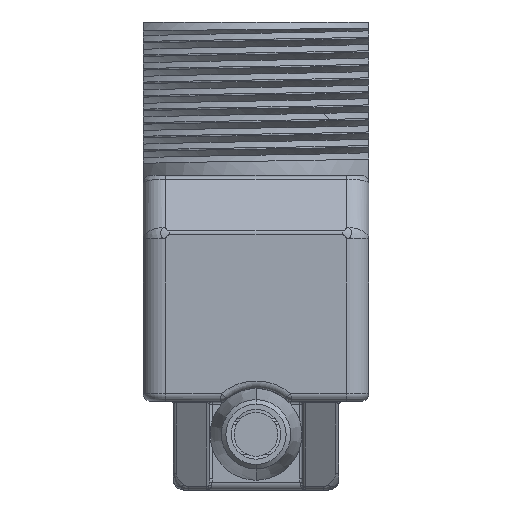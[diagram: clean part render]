
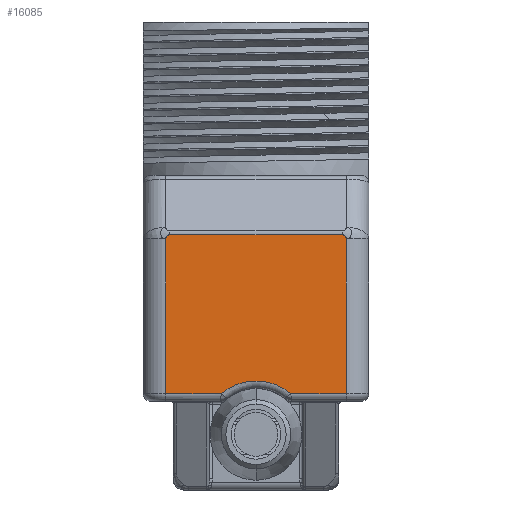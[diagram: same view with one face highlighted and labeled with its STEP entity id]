
A CAD part, front view. The second image highlights one B-rep face of the part: STEP entity #16085.
In plain terms, the highlighted planar face has unit normal (0, -1, 0).
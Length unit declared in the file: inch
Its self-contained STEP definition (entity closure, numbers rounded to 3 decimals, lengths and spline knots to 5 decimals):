
#151=DIRECTION('',(-1.,0.,0.));
#152=VECTOR('',#151,0.14548);
#153=CARTESIAN_POINT('',(0.23622,-0.67913,
-0.26772));
#154=LINE('',#153,#152);
#164=CARTESIAN_POINT('',(0.09074,-0.67913,
-0.26772));
#199=CARTESIAN_POINT('',(0.,-0.67913,-0.37402));
#200=DIRECTION('',(0.,1.,0.));
#201=DIRECTION('',(-0.649,0.,0.761));
#202=AXIS2_PLACEMENT_3D('',#199,#200,#201);
#217=CARTESIAN_POINT('',(-0.09074,-0.67913,
-0.26772));
#243=DIRECTION('',(-1.,0.,0.));
#244=VECTOR('',#243,0.14548);
#245=CARTESIAN_POINT('',(-0.09074,-0.67913,
-0.26772));
#246=LINE('',#245,#244);
#755=DIRECTION('',(0.,0.,-1.));
#756=VECTOR('',#755,0.40544);
#757=CARTESIAN_POINT('',(-0.23622,-0.67913,
0.13772));
#758=LINE('',#757,#756);
#768=CARTESIAN_POINT('',(-0.23622,-0.67913,
0.13772));
#769=CARTESIAN_POINT('',(-0.23608,-0.67913,
0.14281));
#770=CARTESIAN_POINT('',(-0.23076,-0.67913,
0.14827));
#771=CARTESIAN_POINT('',(-0.22567,-0.67913,
0.14827));
#773=CARTESIAN_POINT('',(0.23622,-0.67913,
0.13772));
#774=CARTESIAN_POINT('',(0.23608,-0.67913,
0.14281));
#775=CARTESIAN_POINT('',(0.23076,-0.67913,
0.14827));
#776=CARTESIAN_POINT('',(0.22567,-0.67913,
0.14827));
#782=DIRECTION('',(0.,0.,1.));
#783=VECTOR('',#782,0.40544);
#784=CARTESIAN_POINT('',(0.23622,-0.67913,
-0.26772));
#785=LINE('',#784,#783);
#5410=DIRECTION('',(-1.,0.,0.));
#5411=VECTOR('',#5410,0.45134);
#5412=CARTESIAN_POINT('',(0.22567,-0.67913,
0.14827));
#5413=LINE('',#5412,#5411);
#12887=VERTEX_POINT('',#773);
#12888=VERTEX_POINT('',#776);
#12894=CARTESIAN_POINT('',(-0.22567,-0.67913,
0.14827));
#12895=VERTEX_POINT('',#12894);
#12896=VERTEX_POINT('',#768);
#14774=CARTESIAN_POINT('',(0.23622,-0.67913,
-0.26772));
#14775=VERTEX_POINT('',#14774);
#14792=CARTESIAN_POINT('',(-0.23622,-0.67913,
-0.26772));
#14793=VERTEX_POINT('',#14792);
#14801=VERTEX_POINT('',#164);
#14803=VERTEX_POINT('',#217);
#16066=CARTESIAN_POINT('',(-0.29528,-0.67913,0.));
#16067=DIRECTION('',(0.,-1.,0.));
#16068=DIRECTION('',(1.,0.,0.));
#16069=AXIS2_PLACEMENT_3D('',#16066,#16067,#16068);
#16070=PLANE('',#16069);
#16072=ORIENTED_EDGE('',*,*,#16071,.F.);
#16073=ORIENTED_EDGE('',*,*,#15572,.T.);
#16074=ORIENTED_EDGE('',*,*,#15638,.F.);
#16075=ORIENTED_EDGE('',*,*,#15712,.T.);
#16076=ORIENTED_EDGE('',*,*,#16057,.F.);
#16078=ORIENTED_EDGE('',*,*,#16077,.T.);
#16080=ORIENTED_EDGE('',*,*,#16079,.F.);
#16082=ORIENTED_EDGE('',*,*,#16081,.F.);
#16083=EDGE_LOOP('',(#16072,#16073,#16074,#16075,#16076,#16078,#16080,#16082));
#16084=FACE_OUTER_BOUND('',#16083,.F.);
#16085=ADVANCED_FACE('',(#16084),#16070,.T.);
#203=CIRCLE('',#202,0.13976);
#772=B_SPLINE_CURVE_WITH_KNOTS('',3,(#768,#769,#770,#771),.UNSPECIFIED.,.F.,.F.,
(4,4),(0.,1.),.UNSPECIFIED.);
#777=B_SPLINE_CURVE_WITH_KNOTS('',3,(#773,#774,#775,#776),.UNSPECIFIED.,.F.,.F.,
(4,4),(0.,1.),.UNSPECIFIED.);
#15572=EDGE_CURVE('',#14775,#14801,#154,.T.);
#15638=EDGE_CURVE('',#14803,#14801,#203,.T.);
#15712=EDGE_CURVE('',#14803,#14793,#246,.T.);
#16057=EDGE_CURVE('',#12896,#14793,#758,.T.);
#16071=EDGE_CURVE('',#14775,#12887,#785,.T.);
#16077=EDGE_CURVE('',#12896,#12895,#772,.T.);
#16079=EDGE_CURVE('',#12888,#12895,#5413,.T.);
#16081=EDGE_CURVE('',#12887,#12888,#777,.T.);
